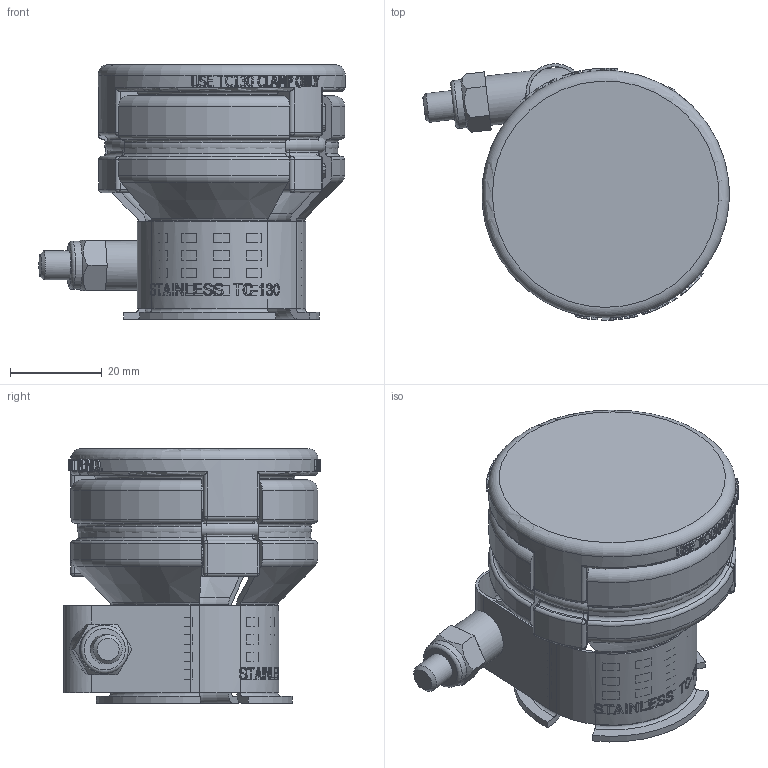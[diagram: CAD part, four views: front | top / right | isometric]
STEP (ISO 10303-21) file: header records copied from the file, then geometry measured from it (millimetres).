
FILE_DESCRIPTION((''),'2;1');
FILE_NAME('M100PAC.stp','2012-09-12T07:57:27',('areid'),(''),'Autodesk Inventor 2012','Autodesk Inventor 2012','');
FILE_SCHEMA(('AUTOMOTIVE_DESIGN { 1 0 10303 214 1 1 1 1 }'));
Length unit declared in the file: inch
Products named in the file (7): M100PAC; MPA1001C; MPA1001CX; MPA1002; A219; TC130; DM20265E
Assembly tree (10 placements, depth 3):
  M100PAC
    MPA1001C
      MPA1001CX
    MPA1002  x3
    A219  x3
    TC130
    DM20265E
Bounding box: 66.82 x 56.03 x 55.63 mm (x, y, z)
Volume: 50668.1 mm3; surface area: 42290.3 mm2
Topology: 9 solids, 9 shells, 1272 faces, 3238 edges, 2118 vertices
Faces by surface type: plane 522, bspline 267, cone 203, cylinder 162, torus 99, sphere 18, revolution 1
Full cylindrical faces by diameter (mm): 6.35 x1, 7.62 x1, 10.541 x1, 10.795 x2, 11.43 x1, 33.655 x4, 35.56 x1, 39.116 x3, 53.975 x1
Entity records: 83396 total; most frequent: CARTESIAN_POINT 61930, ORIENTED_EDGE 4864, DIRECTION 3585, EDGE_CURVE 2432, VERTEX_POINT 1594, AXIS2_PLACEMENT_3D 1286, EDGE_LOOP 1062, VECTOR 1012
